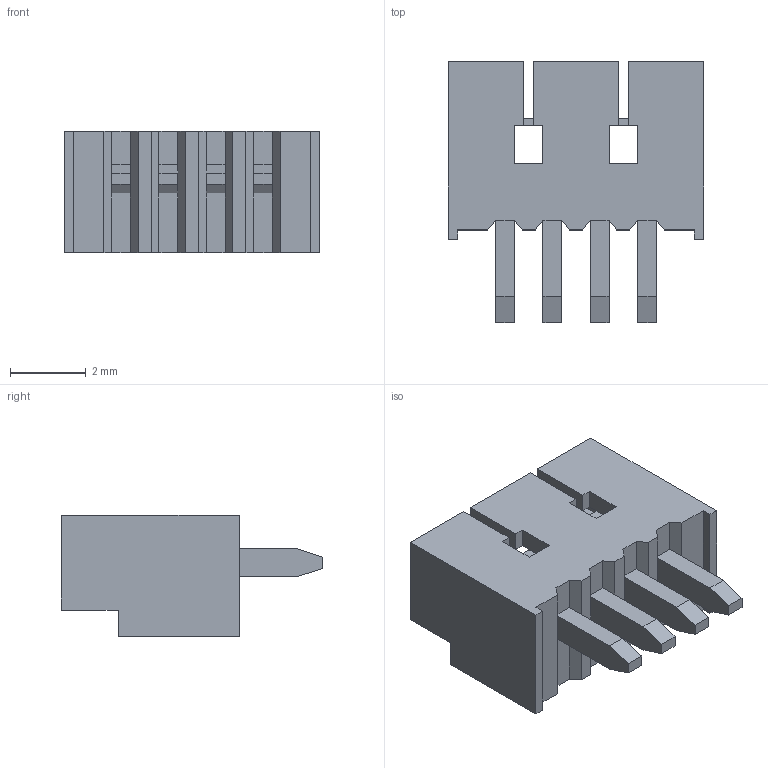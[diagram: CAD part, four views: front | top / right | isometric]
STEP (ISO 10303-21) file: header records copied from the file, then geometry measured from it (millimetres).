
FILE_DESCRIPTION(/* description */ (''),/* implementation_level */ '2;1');
FILE_NAME(/* name */ 'JST connector 1x4 P1.25mm thru hole wafer A2 v5.step',/* time_stamp */ '2021-06-10T19:02:15+10:00',/* author */ (''),/* organization */ (''),/* preprocessor_version */ 'ST-DEVELOPER v18.1',/* originating_system */ 'Autodesk Translation Framework v10.9.0.1377',/* authorisation */ '');
FILE_SCHEMA (('AUTOMOTIVE_DESIGN { 1 0 10303 214 3 1 1 }'));
Length unit declared in the file: millimetre
Products named in the file (2): JST connector 1x4 P1.25mm thru hole wafer A2; pins
Assembly tree (1 placements, depth 2):
  JST connector 1x4 P1.25mm thru hole wafer A2
    pins
Bounding box: 6.75 x 6.9 x 3.2 mm (x, y, z)
Volume: 41.8 mm3; surface area: 240.1 mm2
Topology: 5 solids, 5 shells, 134 faces, 352 edges, 224 vertices
Faces by surface type: plane 134
Entity records: 4089 total; most frequent: CARTESIAN_POINT 713, ORIENTED_EDGE 704, DIRECTION 626, LINE 352, VECTOR 352, EDGE_CURVE 352, VERTEX_POINT 224, EDGE_LOOP 142
